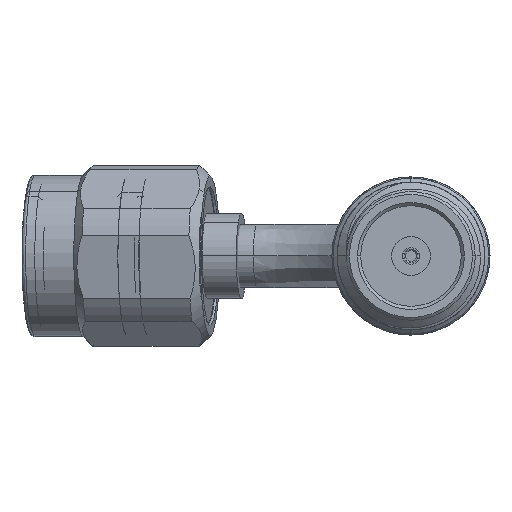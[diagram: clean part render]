
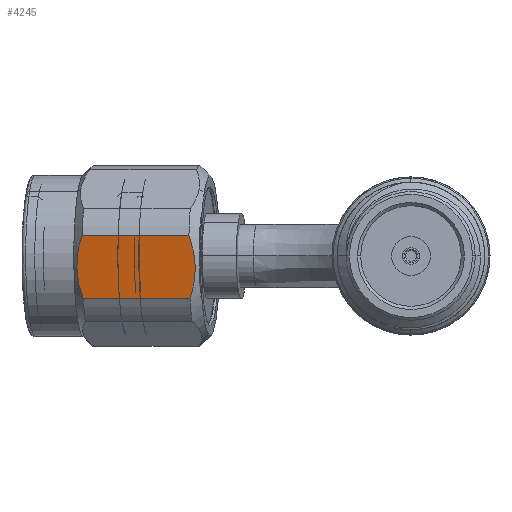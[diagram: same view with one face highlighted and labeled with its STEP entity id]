
A CAD part, left-side view. The second image highlights one B-rep face of the part: STEP entity #4245.
In plain terms, the highlighted planar face has unit normal (-0.984, 0.121, -0.132).
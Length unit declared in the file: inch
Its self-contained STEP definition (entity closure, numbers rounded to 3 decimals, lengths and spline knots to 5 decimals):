
#172 = DIRECTION ( 'NONE',  ( -0.122, -0.993, 0. ) ) ;
#216 = EDGE_CURVE ( 'NONE', #7298, #6579, #4337, .T. ) ;
#490 = CARTESIAN_POINT ( 'NONE',  ( -2.50049, 0.65803, 0.03379 ) ) ;
#528 = CARTESIAN_POINT ( 'NONE',  ( -2.47065, 0.86771, 0.00311 ) ) ;
#569 = CARTESIAN_POINT ( 'NONE',  ( -2.47084, 0.86754, 0.00437 ) ) ;
#705 = CARTESIAN_POINT ( 'NONE',  ( -2.46353, 0.86548, -0.05217 ) ) ;
#757 = CARTESIAN_POINT ( 'NONE',  ( -2.49109, 0.64939, -0.04452 ) ) ;
#795 = CARTESIAN_POINT ( 'NONE',  ( -2.46081, 0.85723, -0.08013 ) ) ;
#808 = ORIENTED_EDGE ( 'NONE', *, *, #8340, .F. ) ;
#911 = CARTESIAN_POINT ( 'NONE',  ( -2.45452, 0.97308, -0.0207 ) ) ;
#1208 = VERTEX_POINT ( 'NONE', #795 ) ;
#1245 = CARTESIAN_POINT ( 'NONE',  ( -2.49165, 0.6489, -0.04074 ) ) ;
#1547 = AXIS2_PLACEMENT_3D ( 'NONE', #911, #8380, #6436 ) ;
#1575 = CARTESIAN_POINT ( 'NONE',  ( -2.46235, 0.97404, 0.03872 ) ) ;
#1854 = VERTEX_POINT ( 'NONE', #4408 ) ;
#2033 = CARTESIAN_POINT ( 'NONE',  ( -2.49577, 0.64813, -0.01059 ) ) ;
#2059 = ORIENTED_EDGE ( 'NONE', *, *, #216, .F. ) ;
#2481 = ORIENTED_EDGE ( 'NONE', *, *, #2869, .F. ) ;
#2612 = CARTESIAN_POINT ( 'NONE',  ( -2.4982, 0.65161, 0.01076 ) ) ;
#2615 = CARTESIAN_POINT ( 'NONE',  ( -2.46277, 0.86381, -0.05938 ) ) ;
#2672 = CARTESIAN_POINT ( 'NONE',  ( -2.47143, 0.86694, 0.00823 ) ) ;
#2746 = CARTESIAN_POINT ( 'NONE',  ( -2.46241, 0.86283, -0.06302 ) ) ;
#2795 = CARTESIAN_POINT ( 'NONE',  ( -2.46596, 0.86897, -0.03081 ) ) ;
#2869 = EDGE_CURVE ( 'NONE', #1208, #1854, #8531, .T. ) ;
#3292 = VECTOR ( 'NONE', #4110, 39.37008 ) ;
#3337 = CARTESIAN_POINT ( 'NONE',  ( -2.46081, 0.85723, -0.08013 ) ) ;
#3388 = CARTESIAN_POINT ( 'NONE',  ( -2.50092, 0.65986, 0.03872 ) ) ;
#3456 = PLANE ( 'NONE',  #1547 ) ;
#3976 = CARTESIAN_POINT ( 'NONE',  ( -2.46124, 0.85907, -0.07519 ) ) ;
#4024 = CARTESIAN_POINT ( 'NONE',  ( -2.46863, 0.86906, -0.01071 ) ) ;
#4110 = DIRECTION ( 'NONE',  ( 0.122, 0.993, 0. ) ) ;
#4159 = CARTESIAN_POINT ( 'NONE',  ( -2.48528, 0.65794, -0.08013 ) ) ;
#4160 = CARTESIAN_POINT ( 'NONE',  ( -2.46341, 0.86523, -0.05332 ) ) ;
#4245 = ADVANCED_FACE ( 'NONE', ( #4766 ), #3456, .F. ) ;
#4337 = B_SPLINE_CURVE_WITH_KNOTS ( 'NONE', 3,
 ( #3388, #490, #8219, #7373, #5362, #6129, #8818, #2612, #5445, #2033, #8144, #4700, #7467, #1245, #757, #8481, #4871, #5582, #6920, #8538, #4159 ),
 .UNSPECIFIED., .F., .F.,
 ( 4, 2, 1, 2, 2, 2, 2, 2, 2, 2, 4 ),
 ( 0., 0.125, 0.1875, 0.21875, 0.25, 0.5, 0.625, 0.6875, 0.71875, 0.75, 1. ),
 .UNSPECIFIED. ) ;
#4408 = CARTESIAN_POINT ( 'NONE',  ( -2.47645, 0.85915, 0.03872 ) ) ;
#4700 = CARTESIAN_POINT ( 'NONE',  ( -2.4931, 0.64804, -0.0307 ) ) ;
#4744 = CARTESIAN_POINT ( 'NONE',  ( -2.47645, 0.85915, 0.03872 ) ) ;
#4766 = FACE_OUTER_BOUND ( 'NONE', #5232, .T. ) ;
#4871 = CARTESIAN_POINT ( 'NONE',  ( -2.49052, 0.64994, -0.04832 ) ) ;
#5232 = EDGE_LOOP ( 'NONE', ( #2481, #8871, #2059, #808 ) ) ;
#5362 = CARTESIAN_POINT ( 'NONE',  ( -2.49896, 0.65328, 0.01797 ) ) ;
#5407 = CARTESIAN_POINT ( 'NONE',  ( -2.47312, 0.86504, 0.01916 ) ) ;
#5445 = CARTESIAN_POINT ( 'NONE',  ( -2.49697, 0.64926, -0.00067 ) ) ;
#5537 = CARTESIAN_POINT ( 'NONE',  ( -2.46315, 0.86468, -0.05575 ) ) ;
#5582 = CARTESIAN_POINT ( 'NONE',  ( -2.49031, 0.65016, -0.04964 ) ) ;
#6056 = EDGE_CURVE ( 'NONE', #6579, #1208, #8260, .T. ) ;
#6090 = CARTESIAN_POINT ( 'NONE',  ( -2.46169, 0.8607, -0.07031 ) ) ;
#6129 = CARTESIAN_POINT ( 'NONE',  ( -2.49858, 0.65242, 0.01434 ) ) ;
#6423 = CARTESIAN_POINT ( 'NONE',  ( -2.50092, 0.65986, 0.03872 ) ) ;
#6436 = DIRECTION ( 'NONE',  ( -0.122, -0.993, 0. ) ) ;
#6579 = VERTEX_POINT ( 'NONE', #8619 ) ;
#6734 = CARTESIAN_POINT ( 'NONE',  ( -2.47008, 0.86819, -0.00067 ) ) ;
#6787 = CARTESIAN_POINT ( 'NONE',  ( -2.46971, 0.86846, -0.00318 ) ) ;
#6920 = CARTESIAN_POINT ( 'NONE',  ( -2.48862, 0.65206, -0.06057 ) ) ;
#7298 = VERTEX_POINT ( 'NONE', #6423 ) ;
#7373 = CARTESIAN_POINT ( 'NONE',  ( -2.49932, 0.65427, 0.02161 ) ) ;
#7423 = CARTESIAN_POINT ( 'NONE',  ( -2.46794, 0.86922, -0.01571 ) ) ;
#7467 = CARTESIAN_POINT ( 'NONE',  ( -2.49202, 0.64864, -0.03822 ) ) ;
#7468 = CARTESIAN_POINT ( 'NONE',  ( -2.46477, 0.86784, -0.04074 ) ) ;
#8144 = CARTESIAN_POINT ( 'NONE',  ( -2.49379, 0.64788, -0.0257 ) ) ;
#8181 = CARTESIAN_POINT ( 'NONE',  ( -2.47472, 0.86252, 0.02884 ) ) ;
#8219 = CARTESIAN_POINT ( 'NONE',  ( -2.50003, 0.6564, 0.0289 ) ) ;
#8260 = LINE ( 'NONE', #8859, #3292 ) ;
#8312 = LINE ( 'NONE', #1575, #8551 ) ;
#8340 = EDGE_CURVE ( 'NONE', #1854, #7298, #8312, .T. ) ;
#8380 = DIRECTION ( 'NONE',  ( 0.984, -0.121, 0.131 ) ) ;
#8481 = CARTESIAN_POINT ( 'NONE',  ( -2.4909, 0.64956, -0.04578 ) ) ;
#8531 = B_SPLINE_CURVE_WITH_KNOTS ( 'NONE', 3,
 ( #3337, #3976, #6090, #2746, #2615, #5537, #4160, #705, #7468, #2795, #7423, #4024, #6787, #6734, #528, #569, #8864, #2672, #5407, #8181, #4744 ),
 .UNSPECIFIED., .F., .F.,
 ( 4, 2, 1, 2, 2, 2, 2, 2, 2, 2, 4 ),
 ( 0., 0.125, 0.1875, 0.21875, 0.25, 0.5, 0.625, 0.6875, 0.71875, 0.75, 1. ),
 .UNSPECIFIED. ) ;
#8538 = CARTESIAN_POINT ( 'NONE',  ( -2.48701, 0.65458, -0.07025 ) ) ;
#8551 = VECTOR ( 'NONE', #172, 39.37008 ) ;
#8619 = CARTESIAN_POINT ( 'NONE',  ( -2.48528, 0.65794, -0.08013 ) ) ;
#8818 = CARTESIAN_POINT ( 'NONE',  ( -2.49833, 0.65186, 0.01192 ) ) ;
#8859 = CARTESIAN_POINT ( 'NONE',  ( -2.4467, 0.97212, -0.08013 ) ) ;
#8864 = CARTESIAN_POINT ( 'NONE',  ( -2.47122, 0.86716, 0.00691 ) ) ;
#8871 = ORIENTED_EDGE ( 'NONE', *, *, #6056, .F. ) ;
